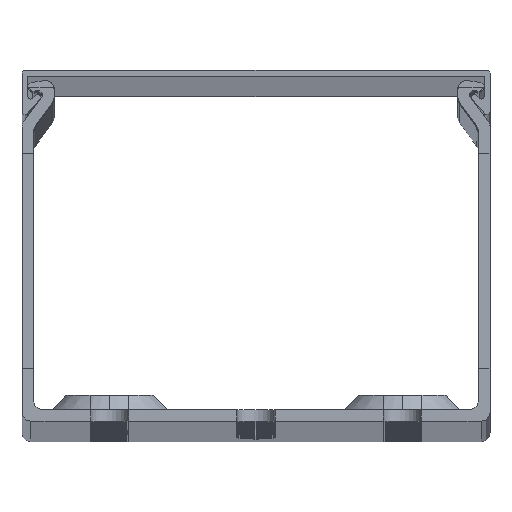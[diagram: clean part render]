
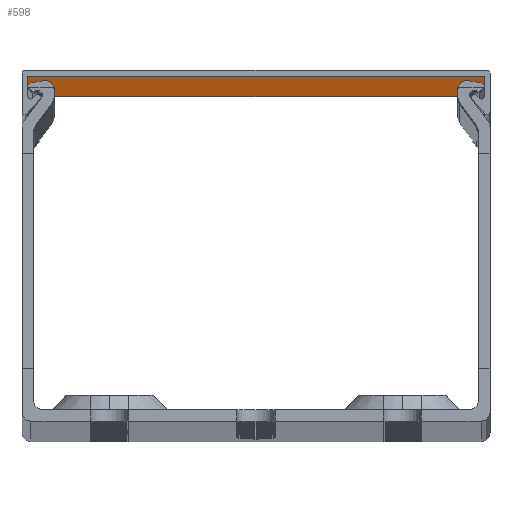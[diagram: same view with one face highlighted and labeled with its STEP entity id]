
A CAD part, top view. The second image highlights one B-rep face of the part: STEP entity #598.
In plain terms, the highlighted planar face has unit normal (0, -1, 0).
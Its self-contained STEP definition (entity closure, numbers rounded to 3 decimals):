
#598 = ADVANCED_FACE ( 'NONE', ( #11186 ), #44113, .F. ) ;
#2369 = DIRECTION ( 'NONE',  ( -1., 0., 0. ) ) ;
#2982 = ORIENTED_EDGE ( 'NONE', *, *, #40269, .T. ) ;
#4801 = VECTOR ( 'NONE', #49741, 1000. ) ;
#7141 = DIRECTION ( 'NONE',  ( 0., 1., 0. ) ) ;
#7721 = DIRECTION ( 'NONE',  ( 0., 0., -1. ) ) ;
#7814 = VECTOR ( 'NONE', #53324, 1000. ) ;
#7966 = CARTESIAN_POINT ( 'NONE',  ( -39., 59., -1000. ) ) ;
#10226 = AXIS2_PLACEMENT_3D ( 'NONE', #44637, #7141, #47632 ) ;
#11186 = FACE_OUTER_BOUND ( 'NONE', #51236, .T. ) ;
#14107 = VERTEX_POINT ( 'NONE', #37056 ) ;
#14712 = VERTEX_POINT ( 'NONE', #32781 ) ;
#16095 = LINE ( 'NONE', #37378, #31209 ) ;
#16817 = LINE ( 'NONE', #33266, #4801 ) ;
#17853 = ORIENTED_EDGE ( 'NONE', *, *, #33111, .T. ) ;
#18022 = ORIENTED_EDGE ( 'NONE', *, *, #43794, .F. ) ;
#27297 = VECTOR ( 'NONE', #2369, 1000. ) ;
#28046 = VERTEX_POINT ( 'NONE', #46928 ) ;
#31209 = VECTOR ( 'NONE', #7721, 1000. ) ;
#31870 = ORIENTED_EDGE ( 'NONE', *, *, #39155, .T. ) ;
#32781 = CARTESIAN_POINT ( 'NONE',  ( -39., 59., 1000. ) ) ;
#33111 = EDGE_CURVE ( 'NONE', #28046, #14107, #49000, .T. ) ;
#33266 = CARTESIAN_POINT ( 'NONE',  ( -39., 59., 1080.44 ) ) ;
#37056 = CARTESIAN_POINT ( 'NONE',  ( 39., 59., -1000. ) ) ;
#37378 = CARTESIAN_POINT ( 'NONE',  ( 39., 59., 1080.44 ) ) ;
#39155 = EDGE_CURVE ( 'NONE', #14712, #28046, #16817, .T. ) ;
#39330 = CARTESIAN_POINT ( 'NONE',  ( -39., 59., 1000. ) ) ;
#40269 = EDGE_CURVE ( 'NONE', #52037, #14712, #43380, .T. ) ;
#40639 = CARTESIAN_POINT ( 'NONE',  ( 39., 59., 1000. ) ) ;
#43380 = LINE ( 'NONE', #39330, #27297 ) ;
#43794 = EDGE_CURVE ( 'NONE', #52037, #14107, #16095, .T. ) ;
#44113 = PLANE ( 'NONE',  #10226 ) ;
#44637 = CARTESIAN_POINT ( 'NONE',  ( -39., 59., 1080.44 ) ) ;
#46928 = CARTESIAN_POINT ( 'NONE',  ( -39., 59., -1000. ) ) ;
#47632 = DIRECTION ( 'NONE',  ( -1., 0., 0. ) ) ;
#49000 = LINE ( 'NONE', #7966, #7814 ) ;
#49741 = DIRECTION ( 'NONE',  ( 0., 0., -1. ) ) ;
#51236 = EDGE_LOOP ( 'NONE', ( #18022, #2982, #31870, #17853 ) ) ;
#52037 = VERTEX_POINT ( 'NONE', #40639 ) ;
#53324 = DIRECTION ( 'NONE',  ( 1., 0., 0. ) ) ;
